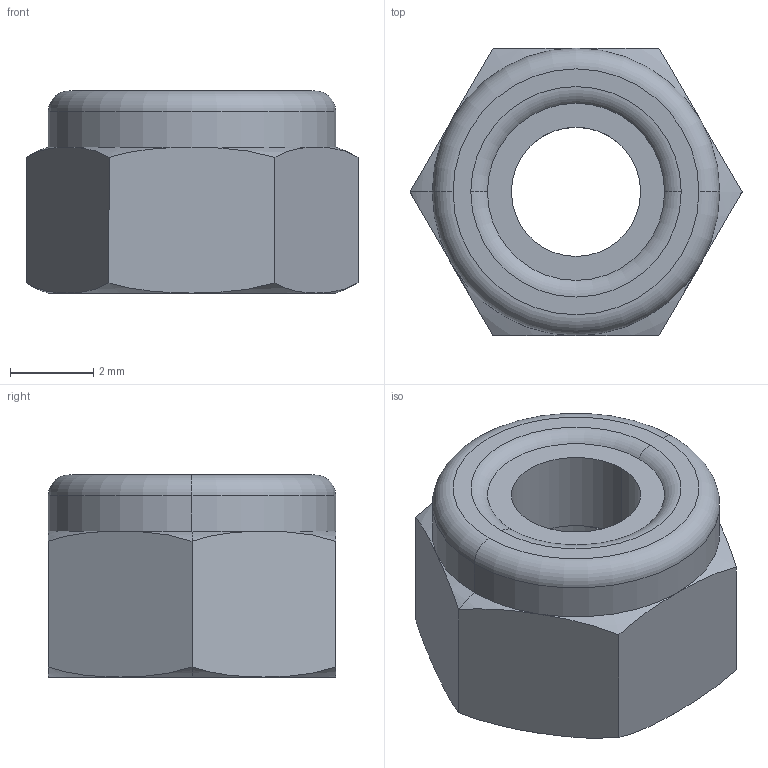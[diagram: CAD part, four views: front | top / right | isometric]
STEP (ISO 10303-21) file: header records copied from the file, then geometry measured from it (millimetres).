
FILE_DESCRIPTION (( 'STEP AP214' ), '1' );
FILE_NAME ('Lock nut M4.STEP', '2022-02-11T12:50:10', ( '' ), ( '' ), 'SwSTEP 2.0', 'SolidWorks 2016', '' );
FILE_SCHEMA (( 'AUTOMOTIVE_DESIGN' ));
Length unit declared in the file: millimetre
Products named in the file (2): Lock nut M4
Bounding box: 7.97 x 6.9 x 4.85 mm (x, y, z)
Volume: 147.3 mm3; surface area: 242.5 mm2
Topology: 1 solids, 1 shells, 44 faces, 103 edges, 63 vertices
Faces by surface type: bspline 17, cylinder 13, plane 10, torus 4
Entity records: 2198 total; most frequent: CARTESIAN_POINT 1257, ORIENTED_EDGE 206, DIRECTION 144, EDGE_CURVE 103, AXIS2_PLACEMENT_3D 63, VERTEX_POINT 63, EDGE_LOOP 48, ADVANCED_FACE 44
